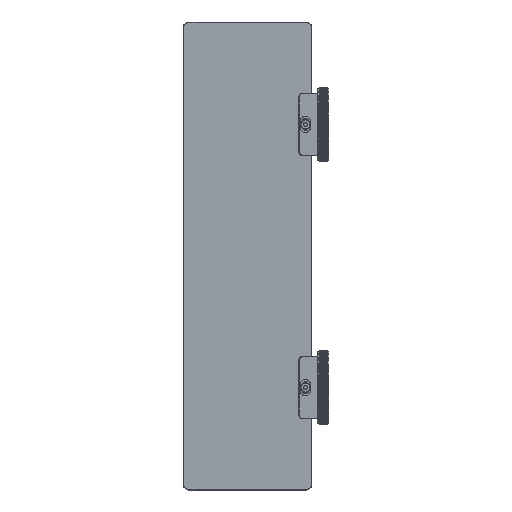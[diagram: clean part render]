
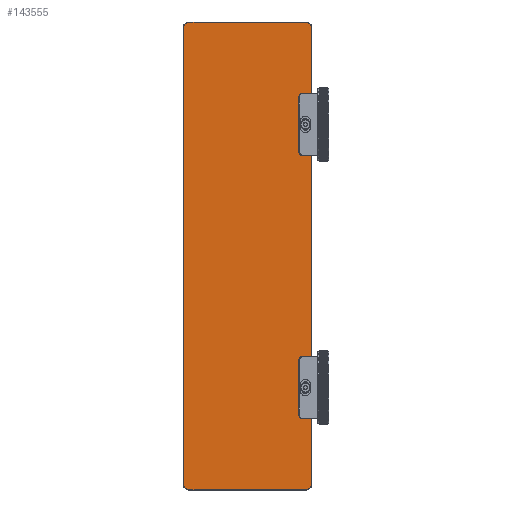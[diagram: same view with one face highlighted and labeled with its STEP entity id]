
A CAD part, front view. The second image highlights one B-rep face of the part: STEP entity #143555.
In plain terms, the highlighted planar face has unit normal (-0.018, -1, 0).
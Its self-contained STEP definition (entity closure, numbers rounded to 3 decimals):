
#6158 = CARTESIAN_POINT ( 'NONE',  ( -15.202, -2.316, 0. ) ) ;
#9502 = DIRECTION ( 'NONE',  ( 0., 0., 1. ) ) ;
#10959 = DIRECTION ( 'NONE',  ( -1., 0.017, 0. ) ) ;
#13925 = EDGE_LOOP ( 'NONE', ( #29193, #337047 ) ) ;
#20739 = EDGE_CURVE ( 'NONE', #21624, #79964, #256589, .T. ) ;
#20800 = VERTEX_POINT ( 'NONE', #251150 ) ;
#21624 = VERTEX_POINT ( 'NONE', #164007 ) ;
#24300 = ORIENTED_EDGE ( 'NONE', *, *, #276692, .T. ) ;
#26474 = ORIENTED_EDGE ( 'NONE', *, *, #161198, .T. ) ;
#27116 = CIRCLE ( 'NONE', #361596, 3. ) ;
#27707 = AXIS2_PLACEMENT_3D ( 'NONE', #37591, #153287, #149656 ) ;
#29029 = EDGE_CURVE ( 'NONE', #251900, #353756, #356858, .T. ) ;
#29193 = ORIENTED_EDGE ( 'NONE', *, *, #343896, .T. ) ;
#29250 = EDGE_CURVE ( 'NONE', #275291, #170596, #239818, .T. ) ;
#31245 = CARTESIAN_POINT ( 'NONE',  ( -18.202, -2.264, 0. ) ) ;
#36199 = DIRECTION ( 'NONE',  ( -0.017, -1., 0. ) ) ;
#37591 = CARTESIAN_POINT ( 'NONE',  ( -114.787, -0.578, 82.5 ) ) ;
#46062 = VECTOR ( 'NONE', #9502, 1000. ) ;
#46503 = ORIENTED_EDGE ( 'NONE', *, *, #29250, .T. ) ;
#48320 = DIRECTION ( 'NONE',  ( 0., 0., -1. ) ) ;
#53708 = EDGE_CURVE ( 'NONE', #79964, #20800, #161923, .T. ) ;
#57082 = PLANE ( 'NONE',  #361507 ) ;
#66142 = DIRECTION ( 'NONE',  ( 0.017, 1., 0. ) ) ;
#71543 = VERTEX_POINT ( 'NONE', #119950 ) ;
#74389 = DIRECTION ( 'NONE',  ( -1., 0.017, 0. ) ) ;
#75075 = CARTESIAN_POINT ( 'NONE',  ( -10.103, -2.405, 82.5 ) ) ;
#78995 = ORIENTED_EDGE ( 'NONE', *, *, #304607, .T. ) ;
#79964 = VERTEX_POINT ( 'NONE', #338909 ) ;
#80572 = CARTESIAN_POINT ( 'NONE',  ( -119.487, -0.496, -307.5 ) ) ;
#86761 = CARTESIAN_POINT ( 'NONE',  ( -15.202, -2.316, -225. ) ) ;
#98651 = DIRECTION ( 'NONE',  ( -1., 0.017, 0. ) ) ;
#100138 = LINE ( 'NONE', #213934, #161914 ) ;
#112501 = EDGE_LOOP ( 'NONE', ( #310266, #361415 ) ) ;
#112896 = ORIENTED_EDGE ( 'NONE', *, *, #53708, .T. ) ;
#117011 = DIRECTION ( 'NONE',  ( 1., -0.017, 0. ) ) ;
#119950 = CARTESIAN_POINT ( 'NONE',  ( -12.203, -2.369, 0. ) ) ;
#121833 = CARTESIAN_POINT ( 'NONE',  ( -18.202, -2.264, -225. ) ) ;
#124341 = CARTESIAN_POINT ( 'NONE',  ( -14.802, -2.323, -307.5 ) ) ;
#130731 = ORIENTED_EDGE ( 'NONE', *, *, #343676, .T. ) ;
#131022 = CARTESIAN_POINT ( 'NONE',  ( -119.487, -0.496, -307.5 ) ) ;
#141428 = CARTESIAN_POINT ( 'NONE',  ( -15.202, -2.316, -225. ) ) ;
#141534 = DIRECTION ( 'NONE',  ( -0.017, -1., 0. ) ) ;
#143259 = DIRECTION ( 'NONE',  ( -1., 0.017, 0. ) ) ;
#143555 = ADVANCED_FACE ( 'NONE', ( #196631, #305152, #338180 ), #57082, .T. ) ;
#148913 = VECTOR ( 'NONE', #117011, 1000. ) ;
#149656 = DIRECTION ( 'NONE',  ( -1., 0.017, 0. ) ) ;
#153287 = DIRECTION ( 'NONE',  ( -0.017, -1., 0. ) ) ;
#154227 = CARTESIAN_POINT ( 'NONE',  ( -15.202, -2.316, 0. ) ) ;
#154692 = CARTESIAN_POINT ( 'NONE',  ( -119.487, -0.496, 82.5 ) ) ;
#157768 = AXIS2_PLACEMENT_3D ( 'NONE', #223196, #221391, #250785 ) ;
#161198 = EDGE_CURVE ( 'NONE', #195174, #318587, #162548, .T. ) ;
#161914 = VECTOR ( 'NONE', #74389, 1000. ) ;
#161923 = CIRCLE ( 'NONE', #196955, 4.7 ) ;
#162548 = CIRCLE ( 'NONE', #27707, 4.7 ) ;
#164007 = CARTESIAN_POINT ( 'NONE',  ( -114.787, -0.578, -312.2 ) ) ;
#166513 = CARTESIAN_POINT ( 'NONE',  ( -12.203, -2.369, -225. ) ) ;
#170596 = VERTEX_POINT ( 'NONE', #204573 ) ;
#172628 = EDGE_LOOP ( 'NONE', ( #24300, #46503, #217136, #26474, #130731, #78995, #325819, #112896 ) ) ;
#174976 = CARTESIAN_POINT ( 'NONE',  ( -10.103, -2.405, 82.5 ) ) ;
#186823 = AXIS2_PLACEMENT_3D ( 'NONE', #141428, #281074, #143259 ) ;
#195174 = VERTEX_POINT ( 'NONE', #356722 ) ;
#196631 = FACE_OUTER_BOUND ( 'NONE', #172628, .T. ) ;
#196955 = AXIS2_PLACEMENT_3D ( 'NONE', #124341, #36199, #98651 ) ;
#198428 = DIRECTION ( 'NONE',  ( 0., 0., -1. ) ) ;
#202142 = DIRECTION ( 'NONE',  ( -1., 0.017, 0. ) ) ;
#203736 = CIRCLE ( 'NONE', #285900, 4.7 ) ;
#203957 = DIRECTION ( 'NONE',  ( -0.017, -1., 0. ) ) ;
#204573 = CARTESIAN_POINT ( 'NONE',  ( -14.802, -2.323, 87.2 ) ) ;
#206098 = VECTOR ( 'NONE', #48320, 1000. ) ;
#213934 = CARTESIAN_POINT ( 'NONE',  ( -114.787, -0.578, 87.2 ) ) ;
#217136 = ORIENTED_EDGE ( 'NONE', *, *, #285108, .T. ) ;
#219432 = CIRCLE ( 'NONE', #289831, 3. ) ;
#221391 = DIRECTION ( 'NONE',  ( -0.017, -1., 0. ) ) ;
#223196 = CARTESIAN_POINT ( 'NONE',  ( -14.802, -2.323, 82.5 ) ) ;
#227200 = CARTESIAN_POINT ( 'NONE',  ( -14.802, -2.323, -312.2 ) ) ;
#228124 = DIRECTION ( 'NONE',  ( -1., 0.017, 0. ) ) ;
#228458 = DIRECTION ( 'NONE',  ( 0.017, 1., 0. ) ) ;
#233367 = CARTESIAN_POINT ( 'NONE',  ( -114.787, -0.578, -307.5 ) ) ;
#239818 = CIRCLE ( 'NONE', #157768, 4.7 ) ;
#241255 = LINE ( 'NONE', #131022, #206098 ) ;
#250785 = DIRECTION ( 'NONE',  ( -1., 0.017, 0. ) ) ;
#251150 = CARTESIAN_POINT ( 'NONE',  ( -10.103, -2.405, -307.5 ) ) ;
#251900 = VERTEX_POINT ( 'NONE', #166513 ) ;
#256589 = LINE ( 'NONE', #227200, #148913 ) ;
#275291 = VERTEX_POINT ( 'NONE', #174976 ) ;
#276692 = EDGE_CURVE ( 'NONE', #20800, #275291, #299204, .T. ) ;
#280011 = DIRECTION ( 'NONE',  ( -1., 0.017, 0. ) ) ;
#281074 = DIRECTION ( 'NONE',  ( 0.017, 1., 0. ) ) ;
#285108 = EDGE_CURVE ( 'NONE', #170596, #195174, #100138, .T. ) ;
#285900 = AXIS2_PLACEMENT_3D ( 'NONE', #233367, #203957, #202142 ) ;
#289831 = AXIS2_PLACEMENT_3D ( 'NONE', #6158, #228458, #280011 ) ;
#290567 = VERTEX_POINT ( 'NONE', #31245 ) ;
#293294 = EDGE_CURVE ( 'NONE', #71543, #290567, #219432, .T. ) ;
#299204 = LINE ( 'NONE', #75075, #46062 ) ;
#302646 = VERTEX_POINT ( 'NONE', #80572 ) ;
#304607 = EDGE_CURVE ( 'NONE', #302646, #21624, #203736, .T. ) ;
#305152 = FACE_BOUND ( 'NONE', #112501, .T. ) ;
#306081 = CIRCLE ( 'NONE', #347038, 3. ) ;
#308760 = CARTESIAN_POINT ( 'NONE',  ( -64.795, -1.451, -112.5 ) ) ;
#310266 = ORIENTED_EDGE ( 'NONE', *, *, #348249, .T. ) ;
#318587 = VERTEX_POINT ( 'NONE', #154692 ) ;
#325819 = ORIENTED_EDGE ( 'NONE', *, *, #20739, .T. ) ;
#336682 = DIRECTION ( 'NONE',  ( 0.017, 1., 0. ) ) ;
#337047 = ORIENTED_EDGE ( 'NONE', *, *, #29029, .T. ) ;
#338180 = FACE_BOUND ( 'NONE', #13925, .T. ) ;
#338909 = CARTESIAN_POINT ( 'NONE',  ( -14.802, -2.323, -312.2 ) ) ;
#343676 = EDGE_CURVE ( 'NONE', #318587, #302646, #241255, .T. ) ;
#343896 = EDGE_CURVE ( 'NONE', #353756, #251900, #306081, .T. ) ;
#347038 = AXIS2_PLACEMENT_3D ( 'NONE', #86761, #336682, #228124 ) ;
#348249 = EDGE_CURVE ( 'NONE', #290567, #71543, #27116, .T. ) ;
#353756 = VERTEX_POINT ( 'NONE', #121833 ) ;
#356722 = CARTESIAN_POINT ( 'NONE',  ( -114.787, -0.578, 87.2 ) ) ;
#356858 = CIRCLE ( 'NONE', #186823, 3. ) ;
#361415 = ORIENTED_EDGE ( 'NONE', *, *, #293294, .T. ) ;
#361507 = AXIS2_PLACEMENT_3D ( 'NONE', #308760, #141534, #198428 ) ;
#361596 = AXIS2_PLACEMENT_3D ( 'NONE', #154227, #66142, #10959 ) ;
